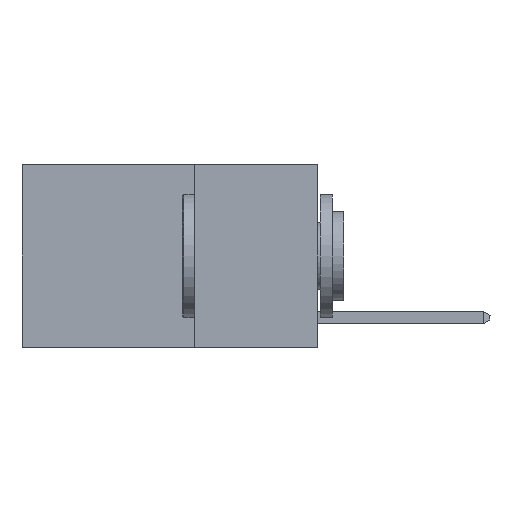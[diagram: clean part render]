
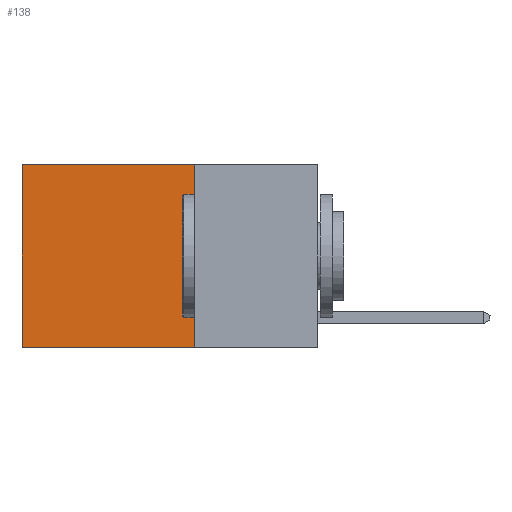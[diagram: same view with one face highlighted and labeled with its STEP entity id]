
A CAD part, left-side view. The second image highlights one B-rep face of the part: STEP entity #138.
In plain terms, the highlighted planar face has unit normal (-1, 0, 0).
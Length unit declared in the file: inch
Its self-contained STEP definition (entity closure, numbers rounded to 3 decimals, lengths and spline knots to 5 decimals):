
#138 = ADVANCED_FACE ( 'NONE', ( #5323 ), #2452, .F. ) ;
#1211 = CARTESIAN_POINT ( 'NONE',  ( 0.2625, 0.6, 0. ) ) ;
#1322 = VECTOR ( 'NONE', #2451, 39.37008 ) ;
#1531 = EDGE_CURVE ( 'NONE', #1872, #12757, #2443, .T. ) ;
#1810 = EDGE_CURVE ( 'NONE', #8870, #12757, #12111, .T. ) ;
#1872 = VERTEX_POINT ( 'NONE', #9237 ) ;
#2032 = CARTESIAN_POINT ( 'NONE',  ( 0.2625, 0.25, 0. ) ) ;
#2443 = LINE ( 'NONE', #2470, #7560 ) ;
#2451 = DIRECTION ( 'NONE',  ( 0., 0., -1. ) ) ;
#2452 = PLANE ( 'NONE',  #2731 ) ;
#2470 = CARTESIAN_POINT ( 'NONE',  ( 0.2625, 0.25, -0.37 ) ) ;
#2649 = LINE ( 'NONE', #2032, #8106 ) ;
#2731 = AXIS2_PLACEMENT_3D ( 'NONE', #7166, #9902, #12518 ) ;
#3175 = CARTESIAN_POINT ( 'NONE',  ( 0.2625, 0.6, 0. ) ) ;
#4079 = CARTESIAN_POINT ( 'NONE',  ( 0.2625, 0.6, -0.37 ) ) ;
#5148 = EDGE_CURVE ( 'NONE', #12695, #8870, #2649, .T. ) ;
#5323 = FACE_OUTER_BOUND ( 'NONE', #10526, .T. ) ;
#6111 = DIRECTION ( 'NONE',  ( 0., 0., -1. ) ) ;
#6243 = ORIENTED_EDGE ( 'NONE', *, *, #1810, .T. ) ;
#6365 = ORIENTED_EDGE ( 'NONE', *, *, #1531, .F. ) ;
#7166 = CARTESIAN_POINT ( 'NONE',  ( 0.2625, 0.25, 0. ) ) ;
#7560 = VECTOR ( 'NONE', #8350, 39.37008 ) ;
#8106 = VECTOR ( 'NONE', #9187, 39.37008 ) ;
#8350 = DIRECTION ( 'NONE',  ( 0., 1., 0. ) ) ;
#8737 = EDGE_CURVE ( 'NONE', #12695, #1872, #12184, .T. ) ;
#8870 = VERTEX_POINT ( 'NONE', #3175 ) ;
#9187 = DIRECTION ( 'NONE',  ( 0., 1., 0. ) ) ;
#9237 = CARTESIAN_POINT ( 'NONE',  ( 0.2625, 0.25, -0.37 ) ) ;
#9532 = VECTOR ( 'NONE', #6111, 39.37008 ) ;
#9902 = DIRECTION ( 'NONE',  ( 1., 0., 0. ) ) ;
#10003 = ORIENTED_EDGE ( 'NONE', *, *, #8737, .F. ) ;
#10065 = CARTESIAN_POINT ( 'NONE',  ( 0.2625, 0.25, 0. ) ) ;
#10526 = EDGE_LOOP ( 'NONE', ( #6243, #6365, #10003, #11232 ) ) ;
#11134 = CARTESIAN_POINT ( 'NONE',  ( 0.2625, 0.25, 0. ) ) ;
#11232 = ORIENTED_EDGE ( 'NONE', *, *, #5148, .T. ) ;
#12111 = LINE ( 'NONE', #1211, #1322 ) ;
#12184 = LINE ( 'NONE', #11134, #9532 ) ;
#12518 = DIRECTION ( 'NONE',  ( 0., 0., -1. ) ) ;
#12695 = VERTEX_POINT ( 'NONE', #10065 ) ;
#12757 = VERTEX_POINT ( 'NONE', #4079 ) ;
